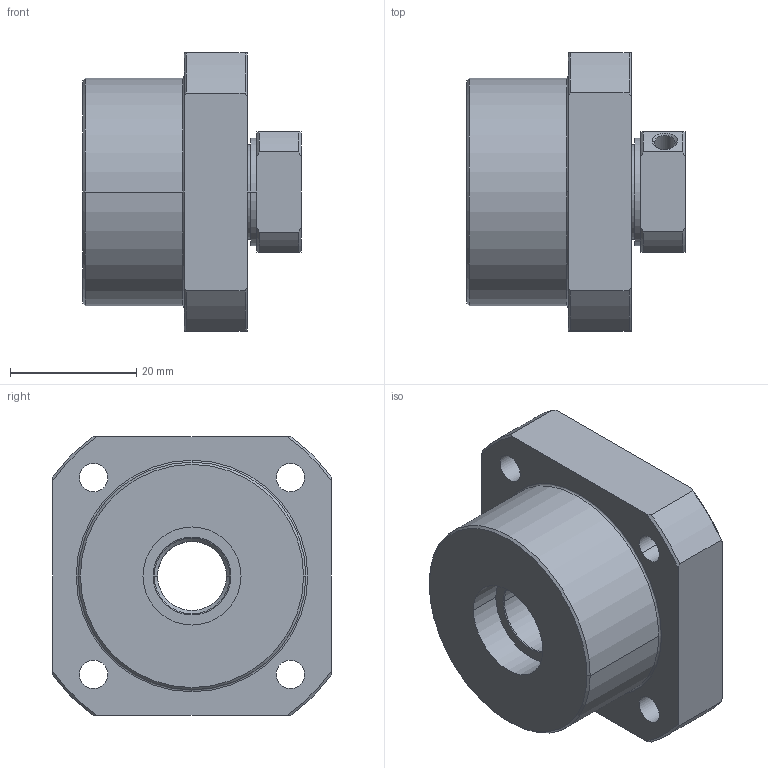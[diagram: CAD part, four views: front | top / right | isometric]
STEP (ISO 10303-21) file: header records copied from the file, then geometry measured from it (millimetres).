
FILE_DESCRIPTION( ( '' ), '1' );
FILE_NAME( 'brwe12_2_14b.stp', '2015-01-19T12:06:43', ( '' ), ( '' ), ' ', ' ', ' ' );
FILE_SCHEMA( ( 'automotive_design' ) );
Length unit declared in the file: millimetre
Products named in the file (5): 1; 2; 3; 4; 5
Bounding box: 34.5 x 44 x 44 mm (x, y, z)
Volume: 30705.3 mm3; surface area: 17491.3 mm2
Topology: 5 solids, 6 shells, 162 faces, 385 edges, 247 vertices
Faces by surface type: cylinder 70, cone 42, plane 32, torus 18
Entity records: 9476 total; most frequent: CARTESIAN_POINT 997, DIRECTION 914, STYLED_ITEM 799, PRESENTATION_STYLE_ASSIGNMENT 799, COLOUR_RGB 799, ORIENTED_EDGE 770, AXIS2_PLACEMENT_3D 398, EDGE_CURVE 385
